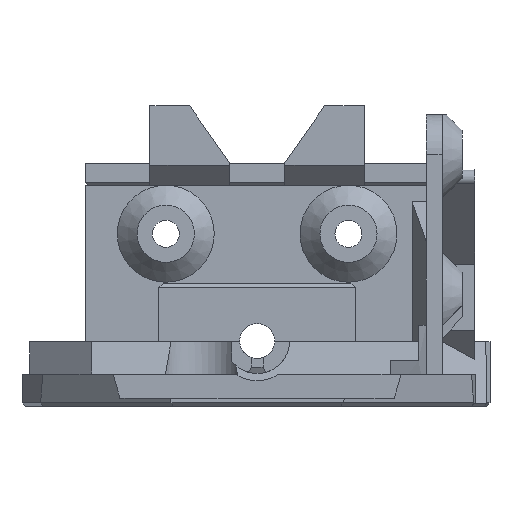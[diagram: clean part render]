
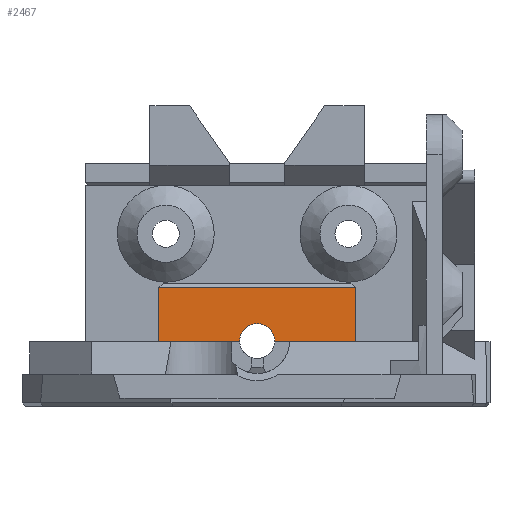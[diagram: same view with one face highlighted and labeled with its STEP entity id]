
A CAD part, front view. The second image highlights one B-rep face of the part: STEP entity #2467.
In plain terms, the highlighted planar face has unit normal (0, -1, 0).
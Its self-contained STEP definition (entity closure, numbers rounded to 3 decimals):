
#67 = CARTESIAN_POINT ( 'NONE',  ( 126.699, -147.605, 130.8 ) ) ;
#253 = LINE ( 'NONE', #9735, #2885 ) ;
#303 = EDGE_CURVE ( 'NONE', #3388, #10923, #11244, .T. ) ;
#486 = ORIENTED_EDGE ( 'NONE', *, *, #10894, .F. ) ;
#566 = CARTESIAN_POINT ( 'NONE',  ( 139.099, -147.605, 130.8 ) ) ;
#641 = DIRECTION ( 'NONE',  ( 0., 1., 0. ) ) ;
#703 = CARTESIAN_POINT ( 'NONE',  ( 139.099, -147.605, 138.2 ) ) ;
#1938 = VERTEX_POINT ( 'NONE', #6590 ) ;
#1953 = VERTEX_POINT ( 'NONE', #2883 ) ;
#2344 = CARTESIAN_POINT ( 'NONE',  ( 114.299, -147.605, 137.6 ) ) ;
#2436 = ORIENTED_EDGE ( 'NONE', *, *, #2604, .F. ) ;
#2467 = ADVANCED_FACE ( 'NONE', ( #7495 ), #2718, .F. ) ;
#2604 = EDGE_CURVE ( 'NONE', #8399, #8349, #9622, .T. ) ;
#2650 = CARTESIAN_POINT ( 'NONE',  ( 114.299, -147.605, 138.2 ) ) ;
#2681 = EDGE_CURVE ( 'NONE', #1938, #3388, #8925, .T. ) ;
#2718 = PLANE ( 'NONE',  #5016 ) ;
#2883 = CARTESIAN_POINT ( 'NONE',  ( 124.502, -147.605, 130.8 ) ) ;
#2885 = VECTOR ( 'NONE', #7676, 1000. ) ;
#3160 = DIRECTION ( 'NONE',  ( -1., 0., 0. ) ) ;
#3282 = ORIENTED_EDGE ( 'NONE', *, *, #2681, .T. ) ;
#3388 = VERTEX_POINT ( 'NONE', #2344 ) ;
#3539 = CARTESIAN_POINT ( 'NONE',  ( 139.099, -147.605, 138.2 ) ) ;
#3712 = EDGE_LOOP ( 'NONE', ( #9699, #3282, #5546, #486, #11316, #2436 ) ) ;
#3842 = AXIS2_PLACEMENT_3D ( 'NONE', #6117, #9999, #3160 ) ;
#4820 = VECTOR ( 'NONE', #11377, 1000. ) ;
#5016 = AXIS2_PLACEMENT_3D ( 'NONE', #3539, #641, #5488 ) ;
#5488 = DIRECTION ( 'NONE',  ( 0., 0., 1. ) ) ;
#5546 = ORIENTED_EDGE ( 'NONE', *, *, #303, .T. ) ;
#5857 = CARTESIAN_POINT ( 'NONE',  ( 114.299, -147.605, 130.8 ) ) ;
#6117 = CARTESIAN_POINT ( 'NONE',  ( 126.699, -147.605, 130.9 ) ) ;
#6489 = DIRECTION ( 'NONE',  ( 0., 0., -1. ) ) ;
#6590 = CARTESIAN_POINT ( 'NONE',  ( 139.099, -147.605, 137.6 ) ) ;
#6929 = DIRECTION ( 'NONE',  ( -1., 0., 0. ) ) ;
#7495 = FACE_OUTER_BOUND ( 'NONE', #3712, .T. ) ;
#7676 = DIRECTION ( 'NONE',  ( -1., 0., 0. ) ) ;
#7928 = CARTESIAN_POINT ( 'NONE',  ( 114.299, -147.605, 137.6 ) ) ;
#7934 = EDGE_CURVE ( 'NONE', #1938, #8399, #8252, .T. ) ;
#7978 = VECTOR ( 'NONE', #6489, 1000. ) ;
#8252 = LINE ( 'NONE', #703, #4820 ) ;
#8349 = VERTEX_POINT ( 'NONE', #10242 ) ;
#8399 = VERTEX_POINT ( 'NONE', #566 ) ;
#8925 = LINE ( 'NONE', #7928, #8963 ) ;
#8963 = VECTOR ( 'NONE', #11974, 1000. ) ;
#9307 = EDGE_CURVE ( 'NONE', #8349, #1953, #11650, .T. ) ;
#9622 = LINE ( 'NONE', #67, #11018 ) ;
#9699 = ORIENTED_EDGE ( 'NONE', *, *, #7934, .F. ) ;
#9735 = CARTESIAN_POINT ( 'NONE',  ( 126.699, -147.605, 130.8 ) ) ;
#9999 = DIRECTION ( 'NONE',  ( 0., -1., 0. ) ) ;
#10242 = CARTESIAN_POINT ( 'NONE',  ( 128.897, -147.605, 130.8 ) ) ;
#10894 = EDGE_CURVE ( 'NONE', #1953, #10923, #253, .T. ) ;
#10923 = VERTEX_POINT ( 'NONE', #5857 ) ;
#11018 = VECTOR ( 'NONE', #6929, 1000. ) ;
#11244 = LINE ( 'NONE', #2650, #7978 ) ;
#11316 = ORIENTED_EDGE ( 'NONE', *, *, #9307, .F. ) ;
#11377 = DIRECTION ( 'NONE',  ( 0., 0., -1. ) ) ;
#11650 = CIRCLE ( 'NONE', #3842, 2.2 ) ;
#11974 = DIRECTION ( 'NONE',  ( -1., 0., 0. ) ) ;
